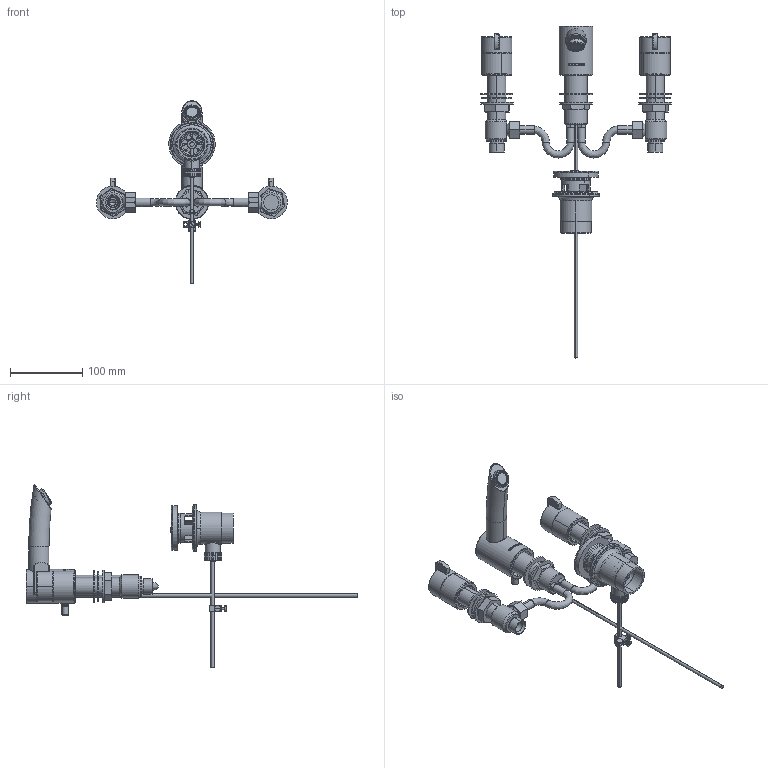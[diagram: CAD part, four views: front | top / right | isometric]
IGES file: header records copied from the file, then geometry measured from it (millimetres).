
Global section: file name: No Iges File Name specified; native system: Autodesk Inventor 2010; preprocessor: AutoDesk Inventor Iges Exporter R2010; author: adaniels; date: 20100720.151902; units: millimetre
Bounding box: 263.51 x 458 x 251.86 mm (x, y, z)
Volume: 563737.6 mm3; surface area: 250274.2 mm2
Topology: 55 solids, 55 shells, 2224 faces, 5808 edges, 3790 vertices
Faces by surface type: plane 1191, cylinder 371, revolution 278, bspline 147, cone 130, torus 91, sphere 16
